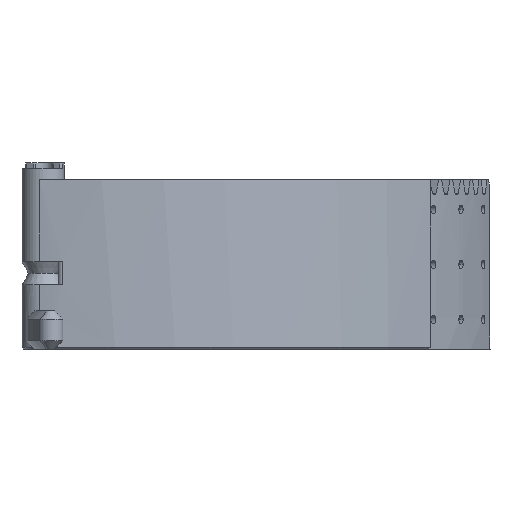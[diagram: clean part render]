
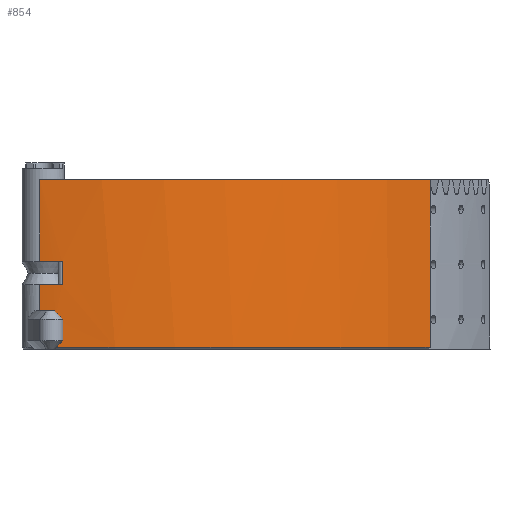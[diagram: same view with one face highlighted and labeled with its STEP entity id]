
A CAD part, left-side view. The second image highlights one B-rep face of the part: STEP entity #854.
In plain terms, the highlighted cylindrical face has radius 100 mm (diameter 200 mm), a partial arc.
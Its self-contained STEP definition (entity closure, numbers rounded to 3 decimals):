
#315 = VERTEX_POINT('',#316);
#316 = CARTESIAN_POINT('',(-98.769,15.643,0.));
#325 = EDGE_CURVE('',#326,#315,#328,.T.);
#326 = VERTEX_POINT('',#327);
#327 = CARTESIAN_POINT('',(-98.769,15.643,-19.2));
#328 = LINE('',#329,#330);
#329 = CARTESIAN_POINT('',(-98.769,15.643,-40.));
#330 = VECTOR('',#331,1.);
#331 = DIRECTION('',(0.,0.,1.));
#526 = EDGE_CURVE('',#315,#527,#529,.T.);
#527 = VERTEX_POINT('',#528);
#528 = CARTESIAN_POINT('',(-64.279,-76.604,
    0.));
#529 = CIRCLE('',#530,100.);
#530 = AXIS2_PLACEMENT_3D('',#531,#532,#533);
#531 = CARTESIAN_POINT('',(0.,0.,0.));
#532 = DIRECTION('',(0.,0.,1.));
#533 = DIRECTION('',(-0.988,0.156,0.));
#854 = ADVANCED_FACE('',(#855),#971,.T.);
#855 = FACE_BOUND('',#856,.T.);
#856 = EDGE_LOOP('',(#857,#868,#877,#885,#894,#904,#912,#922,#931,#940,
    #946,#947,#948,#957,#966));
#857 = ORIENTED_EDGE('',*,*,#858,.F.);
#858 = EDGE_CURVE('',#859,#861,#863,.T.);
#859 = VERTEX_POINT('',#860);
#860 = CARTESIAN_POINT('',(-99.109,13.317,-24.8));
#861 = VERTEX_POINT('',#862);
#862 = CARTESIAN_POINT('',(-99.457,10.405,-24.8));
#863 = CIRCLE('',#864,100.);
#864 = AXIS2_PLACEMENT_3D('',#865,#866,#867);
#865 = CARTESIAN_POINT('',(0.,0.,-24.8
    ));
#866 = DIRECTION('',(0.,0.,1.));
#867 = DIRECTION('',(-0.156,-0.988,0.));
#868 = ORIENTED_EDGE('',*,*,#869,.F.);
#869 = EDGE_CURVE('',#870,#859,#872,.T.);
#870 = VERTEX_POINT('',#871);
#871 = CARTESIAN_POINT('',(-98.769,15.643,-24.8));
#872 = CIRCLE('',#873,100.);
#873 = AXIS2_PLACEMENT_3D('',#874,#875,#876);
#874 = CARTESIAN_POINT('',(0.,0.,-24.8
    ));
#875 = DIRECTION('',(0.,0.,1.));
#876 = DIRECTION('',(-0.988,0.156,0.));
#877 = ORIENTED_EDGE('',*,*,#878,.F.);
#878 = EDGE_CURVE('',#879,#870,#881,.T.);
#879 = VERTEX_POINT('',#880);
#880 = CARTESIAN_POINT('',(-98.769,15.643,-31.));
#881 = LINE('',#882,#883);
#882 = CARTESIAN_POINT('',(-98.769,15.643,-40.));
#883 = VECTOR('',#884,1.);
#884 = DIRECTION('',(0.,0.,1.));
#885 = ORIENTED_EDGE('',*,*,#886,.T.);
#886 = EDGE_CURVE('',#879,#887,#889,.T.);
#887 = VERTEX_POINT('',#888);
#888 = CARTESIAN_POINT('',(-99.014,14.007,-31.));
#889 = CIRCLE('',#890,100.);
#890 = AXIS2_PLACEMENT_3D('',#891,#892,#893);
#891 = CARTESIAN_POINT('',(0.,0.,-31.)
  );
#892 = DIRECTION('',(0.,0.,1.));
#893 = DIRECTION('',(-0.988,0.156,0.));
#894 = ORIENTED_EDGE('',*,*,#895,.T.);
#895 = EDGE_CURVE('',#887,#896,#898,.T.);
#896 = VERTEX_POINT('',#897);
#897 = CARTESIAN_POINT('',(-99.276,12.013,-33.));
#898 = B_SPLINE_CURVE_WITH_KNOTS('',4,(#899,#900,#901,#902,#903),
  .UNSPECIFIED.,.F.,.F.,(5,5),(0.,1.),.PIECEWISE_BEZIER_KNOTS.);
#899 = CARTESIAN_POINT('',(-99.014,14.007,-31.));
#900 = CARTESIAN_POINT('',(-99.085,13.509,
    -31.5));
#901 = CARTESIAN_POINT('',(-99.152,13.011,
    -32.));
#902 = CARTESIAN_POINT('',(-99.215,12.512,
    -32.5));
#903 = CARTESIAN_POINT('',(-99.276,12.013,-33.));
#904 = ORIENTED_EDGE('',*,*,#905,.F.);
#905 = EDGE_CURVE('',#906,#896,#908,.T.);
#906 = VERTEX_POINT('',#907);
#907 = CARTESIAN_POINT('',(-99.276,12.013,-38.));
#908 = LINE('',#909,#910);
#909 = CARTESIAN_POINT('',(-99.276,12.013,-40.));
#910 = VECTOR('',#911,1.);
#911 = DIRECTION('',(0.,0.,1.));
#912 = ORIENTED_EDGE('',*,*,#913,.T.);
#913 = EDGE_CURVE('',#906,#914,#916,.T.);
#914 = VERTEX_POINT('',#915);
#915 = CARTESIAN_POINT('',(-99.07,13.608,-39.6));
#916 = B_SPLINE_CURVE_WITH_KNOTS('',4,(#917,#918,#919,#920,#921),
  .UNSPECIFIED.,.F.,.F.,(5,5),(0.,1.),.PIECEWISE_BEZIER_KNOTS.);
#917 = CARTESIAN_POINT('',(-99.276,12.013,-38.));
#918 = CARTESIAN_POINT('',(-99.215,12.512,
    -38.5));
#919 = CARTESIAN_POINT('',(-99.152,13.011,
    -39.));
#920 = CARTESIAN_POINT('',(-99.085,13.509,
    -39.5));
#921 = CARTESIAN_POINT('',(-99.014,14.007,-40.));
#922 = ORIENTED_EDGE('',*,*,#923,.T.);
#923 = EDGE_CURVE('',#914,#924,#926,.T.);
#924 = VERTEX_POINT('',#925);
#925 = CARTESIAN_POINT('',(-99.276,12.013,-39.6));
#926 = CIRCLE('',#927,100.);
#927 = AXIS2_PLACEMENT_3D('',#928,#929,#930);
#928 = CARTESIAN_POINT('',(0.,0.,-39.6
    ));
#929 = DIRECTION('',(0.,0.,1.));
#930 = DIRECTION('',(-0.99,0.14,0.)
  );
#931 = ORIENTED_EDGE('',*,*,#932,.T.);
#932 = EDGE_CURVE('',#924,#933,#935,.T.);
#933 = VERTEX_POINT('',#934);
#934 = CARTESIAN_POINT('',(-64.279,-76.604,-39.6));
#935 = CIRCLE('',#936,100.);
#936 = AXIS2_PLACEMENT_3D('',#937,#938,#939);
#937 = CARTESIAN_POINT('',(0.,0.,-39.6
    ));
#938 = DIRECTION('',(0.,0.,1.));
#939 = DIRECTION('',(-0.993,0.12,0.)
  );
#940 = ORIENTED_EDGE('',*,*,#941,.T.);
#941 = EDGE_CURVE('',#933,#527,#942,.T.);
#942 = LINE('',#943,#944);
#943 = CARTESIAN_POINT('',(-64.279,-76.604,-40.));
#944 = VECTOR('',#945,1.);
#945 = DIRECTION('',(0.,0.,1.));
#946 = ORIENTED_EDGE('',*,*,#526,.F.);
#947 = ORIENTED_EDGE('',*,*,#325,.F.);
#948 = ORIENTED_EDGE('',*,*,#949,.T.);
#949 = EDGE_CURVE('',#326,#950,#952,.T.);
#950 = VERTEX_POINT('',#951);
#951 = CARTESIAN_POINT('',(-99.109,13.317,-19.2));
#952 = CIRCLE('',#953,100.);
#953 = AXIS2_PLACEMENT_3D('',#954,#955,#956);
#954 = CARTESIAN_POINT('',(0.,0.,-19.2
    ));
#955 = DIRECTION('',(0.,0.,1.));
#956 = DIRECTION('',(-0.988,0.156,0.));
#957 = ORIENTED_EDGE('',*,*,#958,.T.);
#958 = EDGE_CURVE('',#950,#959,#961,.T.);
#959 = VERTEX_POINT('',#960);
#960 = CARTESIAN_POINT('',(-99.457,10.405,-19.2));
#961 = CIRCLE('',#962,100.);
#962 = AXIS2_PLACEMENT_3D('',#963,#964,#965);
#963 = CARTESIAN_POINT('',(0.,0.,-19.2
    ));
#964 = DIRECTION('',(0.,0.,1.));
#965 = DIRECTION('',(-0.156,-0.988,0.));
#966 = ORIENTED_EDGE('',*,*,#967,.F.);
#967 = EDGE_CURVE('',#861,#959,#968,.T.);
#968 = B_SPLINE_CURVE_WITH_KNOTS('',1,(#969,#970),.UNSPECIFIED.,.F.,.F.,
  (2,2),(-2.912,8.512),.PIECEWISE_BEZIER_KNOTS.);
#969 = CARTESIAN_POINT('',(-99.457,10.405,-27.712));
#970 = CARTESIAN_POINT('',(-99.457,10.405,-16.288));
#971 = CYLINDRICAL_SURFACE('',#972,100.);
#972 = AXIS2_PLACEMENT_3D('',#973,#974,#975);
#973 = CARTESIAN_POINT('',(0.,0.,-40.)
  );
#974 = DIRECTION('',(0.,0.,1.));
#975 = DIRECTION('',(-0.988,0.156,0.));
